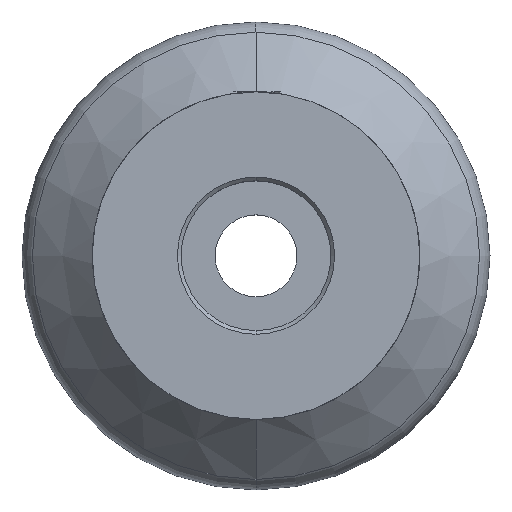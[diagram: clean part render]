
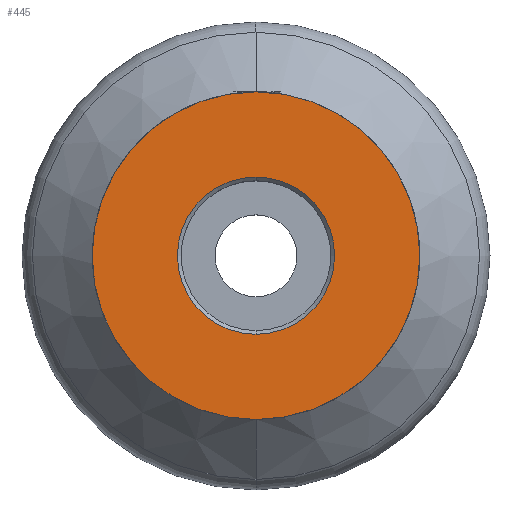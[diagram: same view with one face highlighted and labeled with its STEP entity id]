
A CAD part, top view. The second image highlights one B-rep face of the part: STEP entity #445.
In plain terms, the highlighted planar face has unit normal (0, 0, 1).
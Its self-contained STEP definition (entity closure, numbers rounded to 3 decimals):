
#309=VERTEX_POINT('',#762);
#329=EDGE_CURVE('',#597,#383,#784,.T.);
#357=VERTEX_POINT('',#815);
#383=VERTEX_POINT('',#843);
#445=ADVANCED_FACE('',(#910,#911),#912,.T.);
#521=EDGE_CURVE('',#309,#357,#1000,.T.);
#547=EDGE_CURVE('',#383,#597,#1026,.T.);
#597=VERTEX_POINT('',#1085);
#669=EDGE_CURVE('',#357,#309,#1165,.T.);
#762=CARTESIAN_POINT('',(0.0,35.0,0.0));
#784=CIRCLE('',#1450,16.8);
#815=CARTESIAN_POINT('',(0.,-35.0,0.0));
#843=CARTESIAN_POINT('',(0.0,16.8,0.0));
#910=FACE_BOUND('',#1628,.T.);
#911=FACE_OUTER_BOUND('',#1629,.T.);
#912=PLANE('',#1630);
#1000=CIRCLE('',#1792,35.0);
#1026=CIRCLE('',#1907,16.8);
#1085=CARTESIAN_POINT('',(0.,-16.8,0.0));
#1165=CIRCLE('',#2193,35.0);
#1450=AXIS2_PLACEMENT_3D('',#2278,#2279,#2280);
#1628=EDGE_LOOP('',(#2432,#2433));
#1629=EDGE_LOOP('',(#2434,#2435));
#1630=AXIS2_PLACEMENT_3D('',#2436,#2437,#2438);
#1792=AXIS2_PLACEMENT_3D('',#2559,#2560,#2561);
#1907=AXIS2_PLACEMENT_3D('',#2572,#2573,#2574);
#2193=AXIS2_PLACEMENT_3D('',#2751,#2752,#2753);
#2278=CARTESIAN_POINT('',(0.0,0.0,0.0));
#2279=DIRECTION('',(-0.0,0.0,-1.0));
#2280=DIRECTION('',(0.0,1.0,0.0));
#2432=ORIENTED_EDGE('',*,*,#547,.T.);
#2433=ORIENTED_EDGE('',*,*,#329,.T.);
#2434=ORIENTED_EDGE('',*,*,#521,.F.);
#2435=ORIENTED_EDGE('',*,*,#669,.F.);
#2436=CARTESIAN_POINT('',(0.0,17.5,0.0));
#2437=DIRECTION('',(-0.0,0.0,1.0));
#2438=DIRECTION('',(0.0,-1.0,0.0));
#2559=CARTESIAN_POINT('',(0.0,0.0,0.0));
#2560=DIRECTION('',(0.0,0.0,-1.0));
#2561=DIRECTION('',(0.0,1.0,0.0));
#2572=CARTESIAN_POINT('',(0.0,0.0,0.0));
#2573=DIRECTION('',(-0.0,0.0,-1.0));
#2574=DIRECTION('',(0.0,1.0,0.0));
#2751=CARTESIAN_POINT('',(0.0,0.0,0.0));
#2752=DIRECTION('',(0.0,0.0,-1.0));
#2753=DIRECTION('',(0.0,1.0,0.0));
